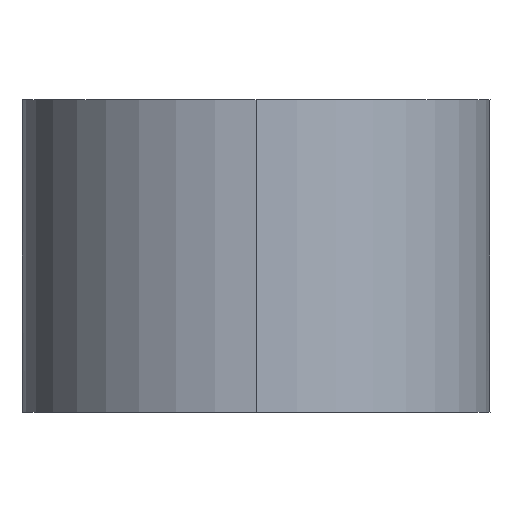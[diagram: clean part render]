
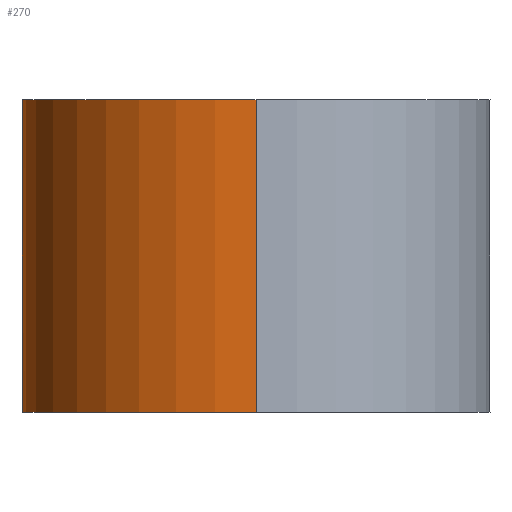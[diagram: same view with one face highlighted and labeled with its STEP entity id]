
A CAD part, left-side view. The second image highlights one B-rep face of the part: STEP entity #270.
In plain terms, the highlighted cylindrical face has radius 3 mm (diameter 6 mm), a partial arc.
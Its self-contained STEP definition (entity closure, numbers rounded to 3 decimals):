
#67 = AXIS2_PLACEMENT_3D ( 'NONE', #138, #129, #126 ) ;
#74 = CARTESIAN_POINT ( 'NONE',  ( -3., 0., 3.8 ) ) ;
#79 = CARTESIAN_POINT ( 'NONE',  ( 3., 0., 1.3 ) ) ;
#82 = DIRECTION ( 'NONE',  ( 0., 0., -1. ) ) ;
#104 = CARTESIAN_POINT ( 'NONE',  ( -3., 0., -0.2 ) ) ;
#124 = ORIENTED_EDGE ( 'NONE', *, *, #386, .F. ) ;
#126 = DIRECTION ( 'NONE',  ( 1., 0., 0. ) ) ;
#127 = AXIS2_PLACEMENT_3D ( 'NONE', #448, #202, #909 ) ;
#129 = DIRECTION ( 'NONE',  ( 0., 0., 1. ) ) ;
#138 = CARTESIAN_POINT ( 'NONE',  ( 0., 0., 1.3 ) ) ;
#141 = CARTESIAN_POINT ( 'NONE',  ( 0.2, 2.993, 1.3 ) ) ;
#199 = AXIS2_PLACEMENT_3D ( 'NONE', #663, #678, #690 ) ;
#202 = DIRECTION ( 'NONE',  ( 0., 0., -1. ) ) ;
#229 = DIRECTION ( 'NONE',  ( 0., 0., -1. ) ) ;
#235 = AXIS2_PLACEMENT_3D ( 'NONE', #552, #574, #629 ) ;
#270 = ADVANCED_FACE ( 'NONE', ( #513 ), #508, .T. ) ;
#293 = CARTESIAN_POINT ( 'NONE',  ( 3., 0., 1.3 ) ) ;
#345 = CARTESIAN_POINT ( 'NONE',  ( 3., 0., 1.3 ) ) ;
#346 = DIRECTION ( 'NONE',  ( 0., 0., -1. ) ) ;
#361 = CARTESIAN_POINT ( 'NONE',  ( 0., 0., 0. ) ) ;
#364 = DIRECTION ( 'NONE',  ( 0., 0., -1. ) ) ;
#366 = DIRECTION ( 'NONE',  ( -1., 0., 0. ) ) ;
#371 = CARTESIAN_POINT ( 'NONE',  ( -3., 0., 1.3 ) ) ;
#373 = CARTESIAN_POINT ( 'NONE',  ( 0.2, 2.993, 0. ) ) ;
#375 = EDGE_CURVE ( 'NONE', #617, #628, #474, .T. ) ;
#379 = DIRECTION ( 'NONE',  ( 0., 0., -1. ) ) ;
#381 = CARTESIAN_POINT ( 'NONE',  ( 3., 0., 0. ) ) ;
#383 = EDGE_CURVE ( 'NONE', #628, #642, #461, .T. ) ;
#386 = EDGE_CURVE ( 'NONE', #641, #616, #458, .T. ) ;
#418 = VECTOR ( 'NONE', #229, 1000. ) ;
#420 = LINE ( 'NONE', #79, #425 ) ;
#425 = VECTOR ( 'NONE', #82, 1000. ) ;
#429 = CIRCLE ( 'NONE', #67, 3. ) ;
#432 = LINE ( 'NONE', #141, #418 ) ;
#445 = CIRCLE ( 'NONE', #199, 3. ) ;
#447 = CIRCLE ( 'NONE', #235, 3. ) ;
#448 = CARTESIAN_POINT ( 'NONE',  ( 0., 0., 1.3 ) ) ;
#453 = EDGE_CURVE ( 'NONE', #646, #641, #447, .T. ) ;
#455 = VECTOR ( 'NONE', #379, 1000. ) ;
#457 = VECTOR ( 'NONE', #346, 1000. ) ;
#458 = LINE ( 'NONE', #371, #455 ) ;
#461 = LINE ( 'NONE', #345, #457 ) ;
#474 = CIRCLE ( 'NONE', #885, 3. ) ;
#489 = EDGE_CURVE ( 'NONE', #616, #642, #445, .T. ) ;
#508 = CYLINDRICAL_SURFACE ( 'NONE', #127, 3. ) ;
#513 = FACE_OUTER_BOUND ( 'NONE', #701, .T. ) ;
#552 = CARTESIAN_POINT ( 'NONE',  ( 0., 0., 3.8 ) ) ;
#574 = DIRECTION ( 'NONE',  ( 0., 0., 1. ) ) ;
#616 = VERTEX_POINT ( 'NONE', #104 ) ;
#617 = VERTEX_POINT ( 'NONE', #373 ) ;
#619 = VERTEX_POINT ( 'NONE', #293 ) ;
#628 = VERTEX_POINT ( 'NONE', #381 ) ;
#629 = DIRECTION ( 'NONE',  ( 1., 0., 0. ) ) ;
#632 = VERTEX_POINT ( 'NONE', #894 ) ;
#641 = VERTEX_POINT ( 'NONE', #74 ) ;
#642 = VERTEX_POINT ( 'NONE', #872 ) ;
#646 = VERTEX_POINT ( 'NONE', #861 ) ;
#663 = CARTESIAN_POINT ( 'NONE',  ( 0., 0., -0.2 ) ) ;
#678 = DIRECTION ( 'NONE',  ( 0., 0., -1. ) ) ;
#690 = DIRECTION ( 'NONE',  ( -1., 0., 0. ) ) ;
#701 = EDGE_LOOP ( 'NONE', ( #734, #743, #754, #742, #739, #749, #740, #124 ) ) ;
#716 = EDGE_CURVE ( 'NONE', #619, #632, #429, .T. ) ;
#726 = EDGE_CURVE ( 'NONE', #632, #617, #432, .T. ) ;
#734 = ORIENTED_EDGE ( 'NONE', *, *, #453, .F. ) ;
#739 = ORIENTED_EDGE ( 'NONE', *, *, #375, .T. ) ;
#740 = ORIENTED_EDGE ( 'NONE', *, *, #489, .F. ) ;
#742 = ORIENTED_EDGE ( 'NONE', *, *, #726, .T. ) ;
#743 = ORIENTED_EDGE ( 'NONE', *, *, #748, .T. ) ;
#748 = EDGE_CURVE ( 'NONE', #646, #619, #420, .T. ) ;
#749 = ORIENTED_EDGE ( 'NONE', *, *, #383, .T. ) ;
#754 = ORIENTED_EDGE ( 'NONE', *, *, #716, .T. ) ;
#861 = CARTESIAN_POINT ( 'NONE',  ( 3., 0., 3.8 ) ) ;
#872 = CARTESIAN_POINT ( 'NONE',  ( 3., 0., -0.2 ) ) ;
#885 = AXIS2_PLACEMENT_3D ( 'NONE', #361, #364, #366 ) ;
#894 = CARTESIAN_POINT ( 'NONE',  ( 0.2, 2.993, 1.3 ) ) ;
#909 = DIRECTION ( 'NONE',  ( -1., 0., 0. ) ) ;
